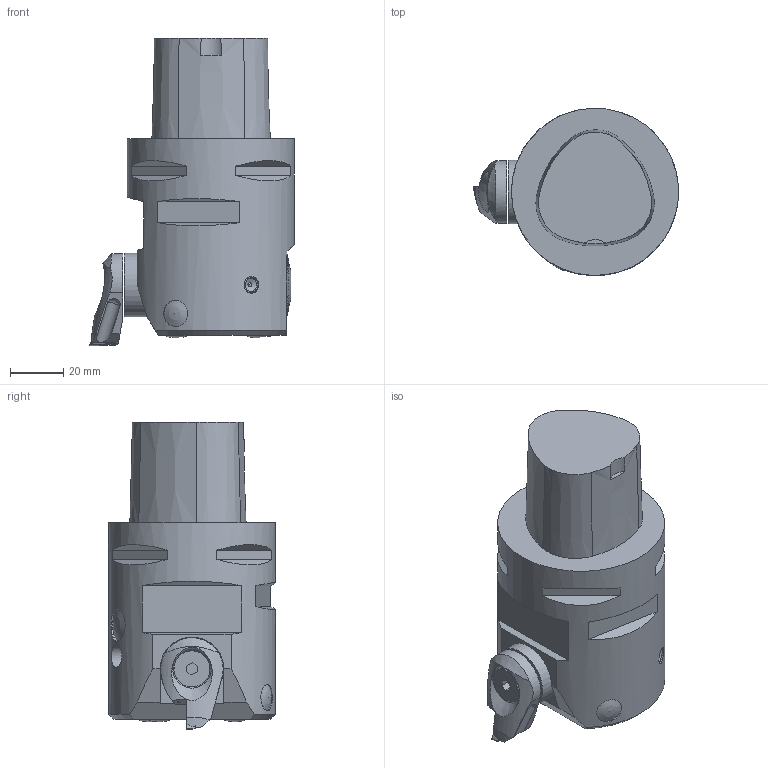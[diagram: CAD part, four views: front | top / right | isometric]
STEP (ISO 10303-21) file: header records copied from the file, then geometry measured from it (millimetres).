
FILE_DESCRIPTION(/* description */ (''),/* implementation_level */ '2;1');
FILE_NAME(/* name */ '1566981090801.stp',/* time_stamp */ '2019-08-28T10:31:37+02:00',/* author */ (''),/* organization */ ('SMS'),/* preprocessor_version */ 'ST-DEVELOPER v16.7',/* originating_system */ 'SIEMENS PLM Software NX 12.0',/* authorisation */ '');
FILE_SCHEMA (('AUTOMOTIVE_DESIGN { 1 0 10303 214 3 1 1 1 }'));
Length unit declared in the file: millimetre
Products named in the file (7): IsoTurningInsert; 202218524mod000_00; ASSEMBLY_CONSTRUCTION; 111166511mod000_01; 111169258mod000_01; 111165282mod000_01
Assembly tree (6 placements, depth 3):
  111165282mod000_01
    111166511mod000_01
    111169258mod000_01
      ASSEMBLY_CONSTRUCTION
      202218524mod000_00
      IsoTurningInsert
    ASSEMBLY_CONSTRUCTION
Bounding box: 77.22 x 62.98 x 116 mm (x, y, z)
Volume: 21439.1 mm3; surface area: 34856.7 mm2
Topology: 3 solids, 4 shells, 371 faces, 1032 edges, 691 vertices
Faces by surface type: plane 290, cylinder 37, cone 31, sphere 8, torus 4, bspline 1
Full cylindrical faces by diameter (mm): 1 x1, 2.8 x2, 4.7 x1, 5.015 x1, 6 x1, 6.25 x1, 8 x1, 8.5 x1, 10 x2, 10.018 x2, 13.6 x1, 23.837 x1, 24 x2, 63 x1
Entity records: 12095 total; most frequent: CARTESIAN_POINT 3091, ORIENTED_EDGE 1894, DIRECTION 1665, EDGE_CURVE 947, VERTEX_POINT 642, AXIS2_PLACEMENT_3D 625, EDGE_LOOP 430, LINE 415
